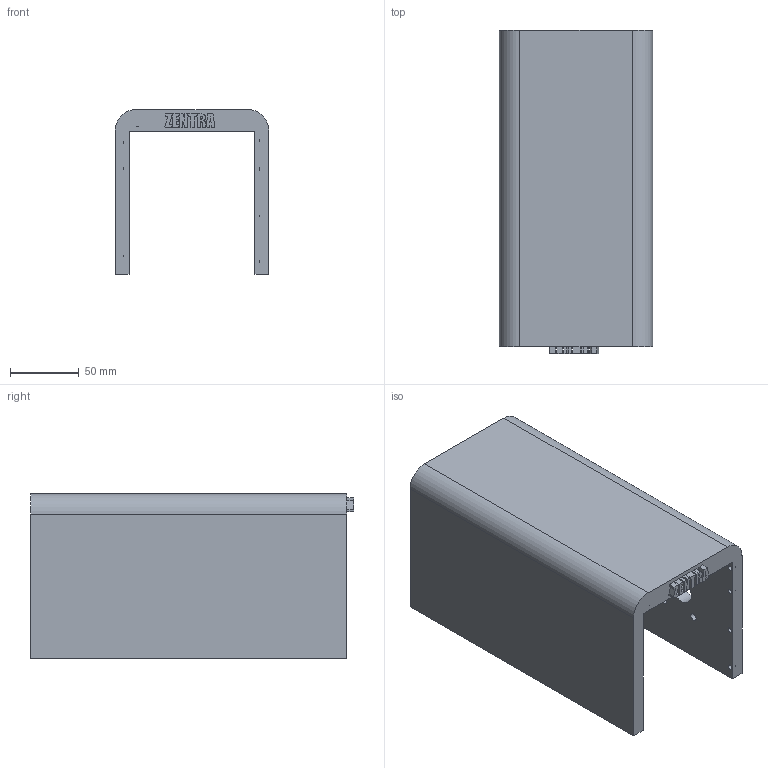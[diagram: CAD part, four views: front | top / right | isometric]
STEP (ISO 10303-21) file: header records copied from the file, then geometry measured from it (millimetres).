
FILE_DESCRIPTION(/* description */ (''),/* implementation_level */ '2;1');
FILE_NAME(/* name */ 'top_body.step',/* time_stamp */ '2025-08-04T22:55:09+05:30',/* author */ (''),/* organization */ (''),/* preprocessor_version */ 'ST-DEVELOPER v20.1',/* originating_system */ 'Autodesk Translation Framework v14.10.0.0',/* authorisation */ '');
FILE_SCHEMA (('AUTOMOTIVE_DESIGN { 1 0 10303 214 3 1 1 }'));
Length unit declared in the file: millimetre
Products named in the file (1): 2025-08-04-22-55-09-718
Bounding box: 111.6 x 235 x 120 mm (x, y, z)
Volume: 863322.9 mm3; surface area: 161594.7 mm2
Topology: 1 solids, 1 shells, 150 faces, 347 edges, 231 vertices
Faces by surface type: plane 104, cylinder 30, bspline 16
Full cylindrical faces by diameter (mm): 3.5 x24, 5.5 x3, 20 x1
Entity records: 4445 total; most frequent: CARTESIAN_POINT 1001, ORIENTED_EDGE 694, DIRECTION 645, EDGE_CURVE 347, LINE 255, VECTOR 255, VERTEX_POINT 231, AXIS2_PLACEMENT_3D 195
